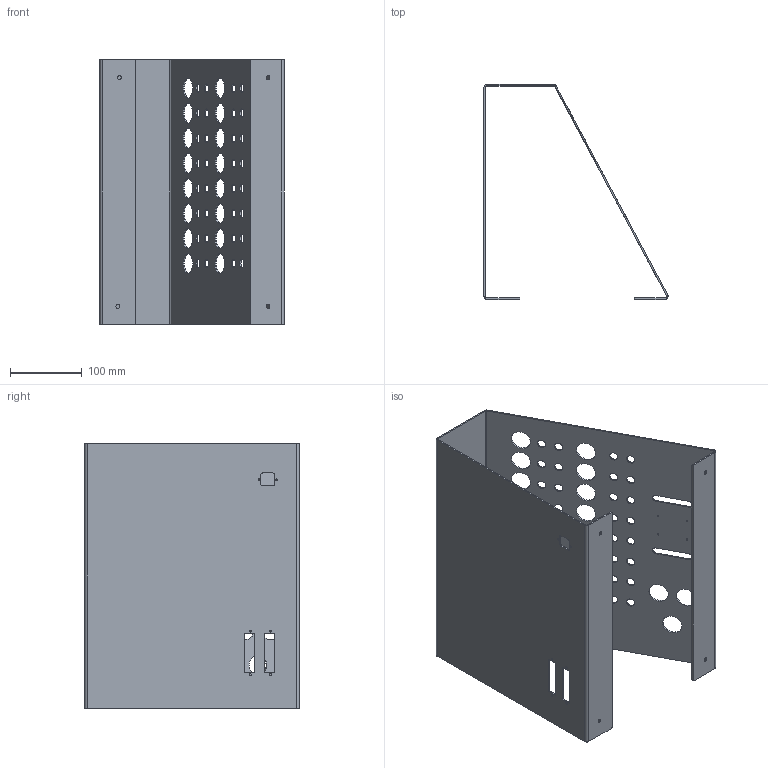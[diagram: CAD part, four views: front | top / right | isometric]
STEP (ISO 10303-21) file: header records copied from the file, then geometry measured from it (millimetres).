
FILE_DESCRIPTION (( 'STEP AP214' ), '1' );
FILE_NAME ('SoporteDeAluminio.STEP', '2023-04-17T08:16:17', ( '' ), ( '' ), 'SwSTEP 2.0', 'SolidWorks 2021', '' );
FILE_SCHEMA (( 'AUTOMOTIVE_DESIGN' ));
Length unit declared in the file: millimetre
Products named in the file (1): SoporteDeAluminio
Bounding box: 257.33 x 300 x 370 mm (x, y, z)
Volume: 573338.9 mm3; surface area: 585358 mm2
Topology: 1 solids, 1 shells, 198 faces, 556 edges, 360 vertices
Faces by surface type: cylinder 152, plane 46
Entity records: 6822 total; most frequent: DIRECTION 1258, CARTESIAN_POINT 1115, ORIENTED_EDGE 1112, EDGE_CURVE 556, AXIS2_PLACEMENT_3D 503, VERTEX_POINT 360, EDGE_LOOP 338, CIRCLE 304
